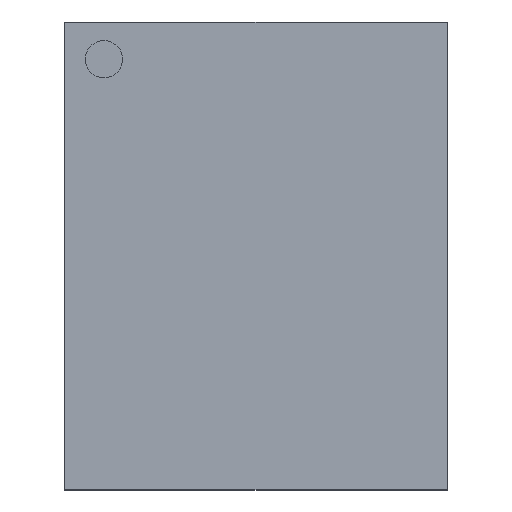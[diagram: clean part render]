
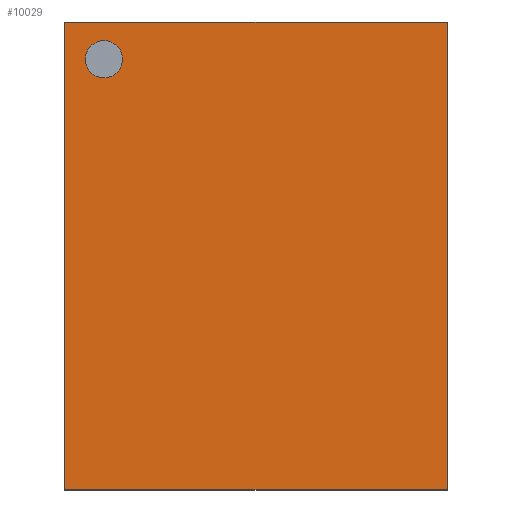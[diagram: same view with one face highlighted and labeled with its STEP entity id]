
A CAD part, top view. The second image highlights one B-rep face of the part: STEP entity #10029.
In plain terms, the highlighted planar face has unit normal (0, 0, 1).
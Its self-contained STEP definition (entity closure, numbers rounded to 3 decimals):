
#9423 = VERTEX_POINT('',#9424);
#9424 = CARTESIAN_POINT('',(-3.138,4.625,1.));
#9431 = CYLINDRICAL_SURFACE('',#9432,0.438);
#9432 = AXIS2_PLACEMENT_3D('',#9433,#9434,#9435);
#9433 = CARTESIAN_POINT('',(-3.575,4.625,-0.337));
#9434 = DIRECTION('',(0.,0.,1.));
#9435 = DIRECTION('',(-1.,0.,0.));
#9450 = EDGE_CURVE('',#9423,#9423,#9451,.T.);
#9451 = SURFACE_CURVE('',#9452,(#9457,#9464),.PCURVE_S1.);
#9452 = CIRCLE('',#9453,0.438);
#9453 = AXIS2_PLACEMENT_3D('',#9454,#9455,#9456);
#9454 = CARTESIAN_POINT('',(-3.575,4.625,1.));
#9455 = DIRECTION('',(0.,0.,-1.));
#9456 = DIRECTION('',(-1.,0.,0.));
#9457 = PCURVE('',#9431,#9458);
#9458 = DEFINITIONAL_REPRESENTATION('',(#9459),#9463);
#9459 = LINE('',#9460,#9461);
#9460 = CARTESIAN_POINT('',(6.283,1.337));
#9461 = VECTOR('',#9462,1.);
#9462 = DIRECTION('',(-1.,0.));
#9463 = ( GEOMETRIC_REPRESENTATION_CONTEXT(2) 
PARAMETRIC_REPRESENTATION_CONTEXT() REPRESENTATION_CONTEXT('2D SPACE',''
  ) );
#9464 = PCURVE('',#9465,#9470);
#9465 = PLANE('',#9466);
#9466 = AXIS2_PLACEMENT_3D('',#9467,#9468,#9469);
#9467 = CARTESIAN_POINT('',(0.,0.,1.));
#9468 = DIRECTION('',(0.,0.,-1.));
#9469 = DIRECTION('',(1.,0.,0.));
#9470 = DEFINITIONAL_REPRESENTATION('',(#9471),#9475);
#9471 = CIRCLE('',#9472,0.438);
#9472 = AXIS2_PLACEMENT_2D('',#9473,#9474);
#9473 = CARTESIAN_POINT('',(-3.575,-4.625));
#9474 = DIRECTION('',(-1.,0.));
#9475 = ( GEOMETRIC_REPRESENTATION_CONTEXT(2) 
PARAMETRIC_REPRESENTATION_CONTEXT() REPRESENTATION_CONTEXT('2D SPACE',''
  ) );
#9519 = VERTEX_POINT('',#9520);
#9520 = CARTESIAN_POINT('',(4.5,-5.5,1.));
#9527 = PLANE('',#9528);
#9528 = AXIS2_PLACEMENT_3D('',#9529,#9530,#9531);
#9529 = CARTESIAN_POINT('',(4.5,-6.5,1.));
#9530 = DIRECTION('',(-1.,0.,0.));
#9531 = DIRECTION('',(0.,0.,1.));
#9539 = PLANE('',#9540);
#9540 = AXIS2_PLACEMENT_3D('',#9541,#9542,#9543);
#9541 = CARTESIAN_POINT('',(-5.25,-5.5,1.));
#9542 = DIRECTION('',(0.,1.,0.));
#9543 = DIRECTION('',(0.,0.,1.));
#9580 = VERTEX_POINT('',#9581);
#9581 = CARTESIAN_POINT('',(4.5,5.5,1.));
#9595 = PLANE('',#9596);
#9596 = AXIS2_PLACEMENT_3D('',#9597,#9598,#9599);
#9597 = CARTESIAN_POINT('',(-5.25,5.5,1.));
#9598 = DIRECTION('',(0.,1.,0.));
#9599 = DIRECTION('',(0.,0.,1.));
#9607 = EDGE_CURVE('',#9519,#9580,#9608,.T.);
#9608 = SURFACE_CURVE('',#9609,(#9613,#9620),.PCURVE_S1.);
#9609 = LINE('',#9610,#9611);
#9610 = CARTESIAN_POINT('',(4.5,-3.25,1.));
#9611 = VECTOR('',#9612,1.);
#9612 = DIRECTION('',(0.,1.,0.));
#9613 = PCURVE('',#9527,#9614);
#9614 = DEFINITIONAL_REPRESENTATION('',(#9615),#9619);
#9615 = LINE('',#9616,#9617);
#9616 = CARTESIAN_POINT('',(0.,3.25));
#9617 = VECTOR('',#9618,1.);
#9618 = DIRECTION('',(0.,1.));
#9619 = ( GEOMETRIC_REPRESENTATION_CONTEXT(2) 
PARAMETRIC_REPRESENTATION_CONTEXT() REPRESENTATION_CONTEXT('2D SPACE',''
  ) );
#9620 = PCURVE('',#9465,#9621);
#9621 = DEFINITIONAL_REPRESENTATION('',(#9622),#9626);
#9622 = LINE('',#9623,#9624);
#9623 = CARTESIAN_POINT('',(4.5,3.25));
#9624 = VECTOR('',#9625,1.);
#9625 = DIRECTION('',(0.,-1.));
#9626 = ( GEOMETRIC_REPRESENTATION_CONTEXT(2) 
PARAMETRIC_REPRESENTATION_CONTEXT() REPRESENTATION_CONTEXT('2D SPACE',''
  ) );
#9671 = PLANE('',#9672);
#9672 = AXIS2_PLACEMENT_3D('',#9673,#9674,#9675);
#9673 = CARTESIAN_POINT('',(-4.5,-6.5,1.));
#9674 = DIRECTION('',(1.,0.,0.));
#9675 = DIRECTION('',(0.,0.,-1.));
#9936 = EDGE_CURVE('',#9937,#9519,#9939,.T.);
#9937 = VERTEX_POINT('',#9938);
#9938 = CARTESIAN_POINT('',(-4.5,-5.5,1.));
#9939 = SURFACE_CURVE('',#9940,(#9944,#9951),.PCURVE_S1.);
#9940 = LINE('',#9941,#9942);
#9941 = CARTESIAN_POINT('',(-2.625,-5.5,1.));
#9942 = VECTOR('',#9943,1.);
#9943 = DIRECTION('',(1.,0.,0.));
#9944 = PCURVE('',#9539,#9945);
#9945 = DEFINITIONAL_REPRESENTATION('',(#9946),#9950);
#9946 = LINE('',#9947,#9948);
#9947 = CARTESIAN_POINT('',(0.,2.625));
#9948 = VECTOR('',#9949,1.);
#9949 = DIRECTION('',(0.,1.));
#9950 = ( GEOMETRIC_REPRESENTATION_CONTEXT(2) 
PARAMETRIC_REPRESENTATION_CONTEXT() REPRESENTATION_CONTEXT('2D SPACE',''
  ) );
#9951 = PCURVE('',#9465,#9952);
#9952 = DEFINITIONAL_REPRESENTATION('',(#9953),#9957);
#9953 = LINE('',#9954,#9955);
#9954 = CARTESIAN_POINT('',(-2.625,5.5));
#9955 = VECTOR('',#9956,1.);
#9956 = DIRECTION('',(1.,0.));
#9957 = ( GEOMETRIC_REPRESENTATION_CONTEXT(2) 
PARAMETRIC_REPRESENTATION_CONTEXT() REPRESENTATION_CONTEXT('2D SPACE',''
  ) );
#9985 = EDGE_CURVE('',#9986,#9937,#9988,.T.);
#9986 = VERTEX_POINT('',#9987);
#9987 = CARTESIAN_POINT('',(-4.5,5.5,1.));
#9988 = SURFACE_CURVE('',#9989,(#9993,#10000),.PCURVE_S1.);
#9989 = LINE('',#9990,#9991);
#9990 = CARTESIAN_POINT('',(-4.5,-3.25,1.));
#9991 = VECTOR('',#9992,1.);
#9992 = DIRECTION('',(0.,-1.,0.));
#9993 = PCURVE('',#9671,#9994);
#9994 = DEFINITIONAL_REPRESENTATION('',(#9995),#9999);
#9995 = LINE('',#9996,#9997);
#9996 = CARTESIAN_POINT('',(0.,3.25));
#9997 = VECTOR('',#9998,1.);
#9998 = DIRECTION('',(0.,-1.));
#9999 = ( GEOMETRIC_REPRESENTATION_CONTEXT(2) 
PARAMETRIC_REPRESENTATION_CONTEXT() REPRESENTATION_CONTEXT('2D SPACE',''
  ) );
#10000 = PCURVE('',#9465,#10001);
#10001 = DEFINITIONAL_REPRESENTATION('',(#10002),#10006);
#10002 = LINE('',#10003,#10004);
#10003 = CARTESIAN_POINT('',(-4.5,3.25));
#10004 = VECTOR('',#10005,1.);
#10005 = DIRECTION('',(0.,1.));
#10006 = ( GEOMETRIC_REPRESENTATION_CONTEXT(2) 
PARAMETRIC_REPRESENTATION_CONTEXT() REPRESENTATION_CONTEXT('2D SPACE',''
  ) );
#10029 = ADVANCED_FACE('',(#10030,#10056),#9465,.F.);
#10030 = FACE_BOUND('',#10031,.T.);
#10031 = EDGE_LOOP('',(#10032,#10033,#10054,#10055));
#10032 = ORIENTED_EDGE('',*,*,#9607,.T.);
#10033 = ORIENTED_EDGE('',*,*,#10034,.F.);
#10034 = EDGE_CURVE('',#9986,#9580,#10035,.T.);
#10035 = SURFACE_CURVE('',#10036,(#10040,#10047),.PCURVE_S1.);
#10036 = LINE('',#10037,#10038);
#10037 = CARTESIAN_POINT('',(-2.625,5.5,1.));
#10038 = VECTOR('',#10039,1.);
#10039 = DIRECTION('',(1.,0.,0.));
#10040 = PCURVE('',#9465,#10041);
#10041 = DEFINITIONAL_REPRESENTATION('',(#10042),#10046);
#10042 = LINE('',#10043,#10044);
#10043 = CARTESIAN_POINT('',(-2.625,-5.5));
#10044 = VECTOR('',#10045,1.);
#10045 = DIRECTION('',(1.,0.));
#10046 = ( GEOMETRIC_REPRESENTATION_CONTEXT(2) 
PARAMETRIC_REPRESENTATION_CONTEXT() REPRESENTATION_CONTEXT('2D SPACE',''
  ) );
#10047 = PCURVE('',#9595,#10048);
#10048 = DEFINITIONAL_REPRESENTATION('',(#10049),#10053);
#10049 = LINE('',#10050,#10051);
#10050 = CARTESIAN_POINT('',(0.,2.625));
#10051 = VECTOR('',#10052,1.);
#10052 = DIRECTION('',(0.,1.));
#10053 = ( GEOMETRIC_REPRESENTATION_CONTEXT(2) 
PARAMETRIC_REPRESENTATION_CONTEXT() REPRESENTATION_CONTEXT('2D SPACE',''
  ) );
#10054 = ORIENTED_EDGE('',*,*,#9985,.T.);
#10055 = ORIENTED_EDGE('',*,*,#9936,.T.);
#10056 = FACE_BOUND('',#10057,.T.);
#10057 = EDGE_LOOP('',(#10058));
#10058 = ORIENTED_EDGE('',*,*,#9450,.T.);
